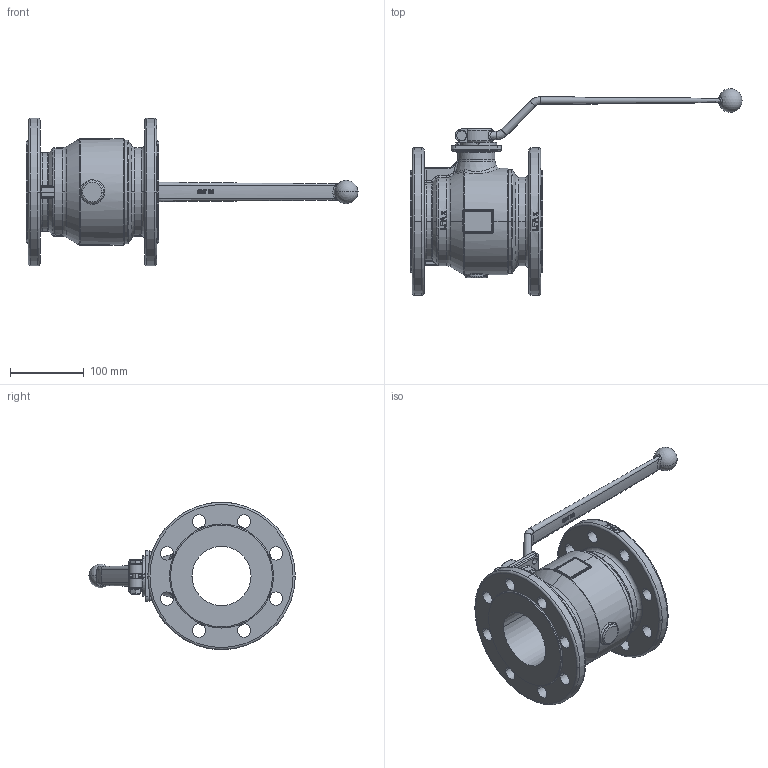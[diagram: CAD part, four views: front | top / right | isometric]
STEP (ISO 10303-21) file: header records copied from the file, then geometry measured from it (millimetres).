
FILE_DESCRIPTION(('STEP AP214'),'1');
FILE_NAME('valve_ksl75-80-16-b.stp','2017-10-06T08:52:21',('TraceParts'),('TraceParts S.A.'),'Spatial InterOp 3D',' ',' ');
FILE_SCHEMA(('automotive_design'));
Length unit declared in the file: millimetre
Products named in the file (3): valve_ksl75-80-16-b_1; valve_ksl75-80-16-b_2; valve_ksl75-80-16-b_3
Bounding box: 450 x 280 x 200 mm (x, y, z)
Volume: 2306367.3 mm3; surface area: 278683 mm2
Topology: 3 solids, 3 shells, 1044 faces, 2806 edges, 1796 vertices
Faces by surface type: plane 337, bspline 292, cylinder 267, torus 76, cone 62, sphere 10
Entity records: 61554 total; most frequent: CARTESIAN_POINT 28356, ORIENTED_EDGE 5588, DIRECTION 4626, EDGE_CURVE 2794, VERTEX_POINT 1796, AXIS2_PLACEMENT_3D 1776, EDGE_LOOP 1158, LINE 1074
